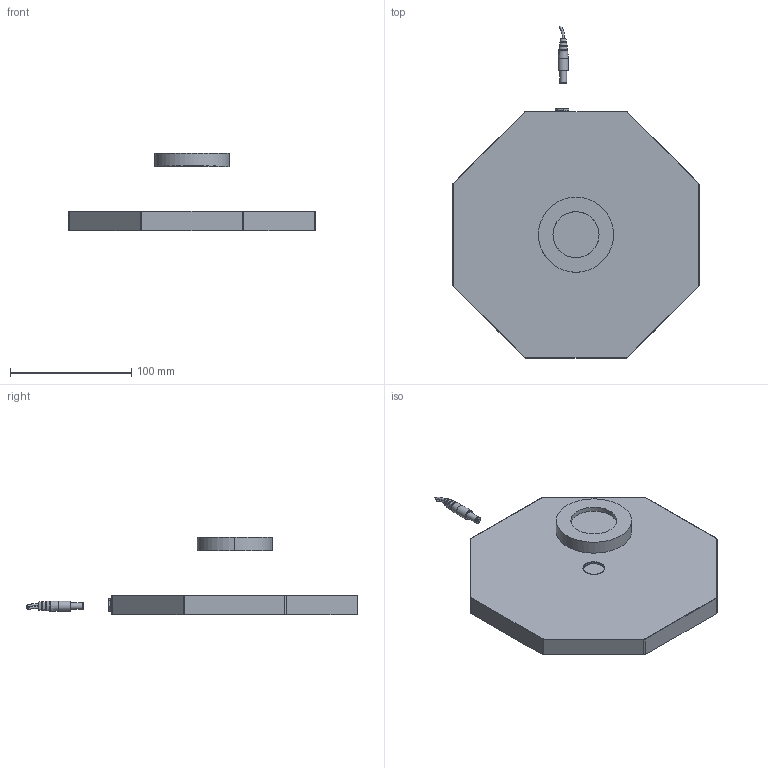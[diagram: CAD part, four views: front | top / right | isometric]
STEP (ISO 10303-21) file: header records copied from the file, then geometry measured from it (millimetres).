
FILE_DESCRIPTION(/* description */ (''),/* implementation_level */ '2;1');
FILE_NAME(/* name */ 'ANBSRZ~P',/* time_stamp */ '2018-11-15T10:38:54+01:00',/* author */ (''),/* organization */ (''),/* preprocessor_version */ 'ST-DEVELOPER v16.5',/* originating_system */ '',/* authorisation */ '');
FILE_SCHEMA (('AUTOMOTIVE_DESIGN'));
Length unit declared in the file: millimetre
Products named in the file (1): Document
Bounding box: 203.4 x 274.08 x 64 mm (x, y, z)
Volume: 578298.2 mm3; surface area: 95141.9 mm2
Topology: 3 solids, 3 shells, 137 faces, 337 edges, 222 vertices
Faces by surface type: bspline 75, plane 62
Entity records: 5782 total; most frequent: CARTESIAN_POINT 3647, ORIENTED_EDGE 668, EDGE_CURVE 334, B_SPLINE_CURVE_WITH_KNOTS 237, VERTEX_POINT 218, EDGE_LOOP 152, ADVANCED_FACE 137, FACE_OUTER_BOUND 137
